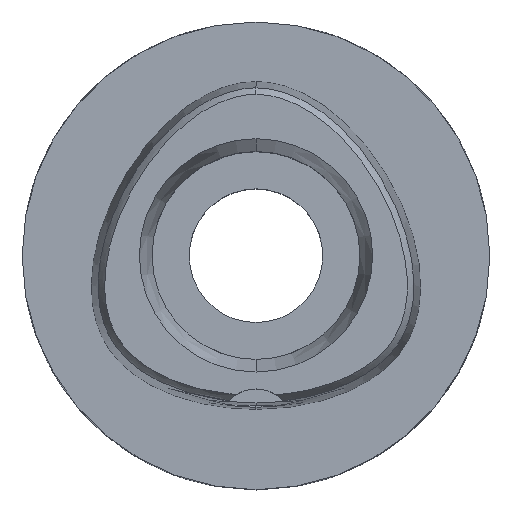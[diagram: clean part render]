
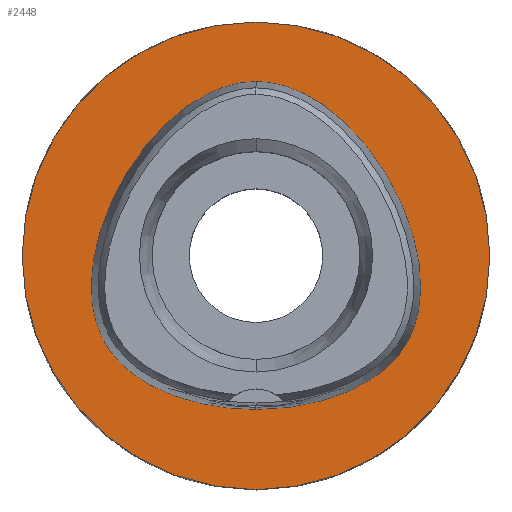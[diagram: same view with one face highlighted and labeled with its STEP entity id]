
A CAD part, top view. The second image highlights one B-rep face of the part: STEP entity #2448.
In plain terms, the highlighted planar face has unit normal (0, 0, 1).
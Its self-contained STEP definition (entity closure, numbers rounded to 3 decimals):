
#292=CARTESIAN_POINT('',(0.,0.,0.));
#293=DIRECTION('',(0.,0.,-1.));
#294=DIRECTION('',(0.,-1.,0.));
#295=AXIS2_PLACEMENT_3D('',#292,#293,#294);
#300=CARTESIAN_POINT('',(0.,0.,0.));
#301=DIRECTION('',(0.,0.,-1.));
#302=DIRECTION('',(0.,1.,0.));
#303=AXIS2_PLACEMENT_3D('',#300,#301,#302);
#308=CARTESIAN_POINT('',(0.,-20.675,0.));
#309=CARTESIAN_POINT('',(0.916,-20.675,0.));
#310=CARTESIAN_POINT('',(2.716,-20.605,
0.));
#311=CARTESIAN_POINT('',(5.361,-20.299,
0.));
#312=CARTESIAN_POINT('',(7.838,-19.813,0.));
#313=CARTESIAN_POINT('',(10.103,-19.178,0.));
#314=CARTESIAN_POINT('',(12.127,-18.428,0.));
#315=CARTESIAN_POINT('',(13.905,-17.593,0.));
#316=CARTESIAN_POINT('',(15.449,-16.697,0.));
#317=CARTESIAN_POINT('',(16.777,-15.759,0.));
#318=CARTESIAN_POINT('',(17.911,-14.791,0.));
#319=CARTESIAN_POINT('',(18.872,-13.798,0.));
#320=CARTESIAN_POINT('',(19.679,-12.784,0.));
#321=CARTESIAN_POINT('',(20.349,-11.745,0.));
#322=CARTESIAN_POINT('',(20.911,-10.647,0.));
#323=CARTESIAN_POINT('',(21.385,-9.444,0.));
#324=CARTESIAN_POINT('',(21.765,-8.114,0.));
#325=CARTESIAN_POINT('',(22.037,-6.648,0.));
#326=CARTESIAN_POINT('',(22.185,-5.029,0.));
#327=CARTESIAN_POINT('',(22.188,-3.243,0.));
#328=CARTESIAN_POINT('',(22.022,-1.284,0.));
#329=CARTESIAN_POINT('',(21.659,0.845,0.));
#330=CARTESIAN_POINT('',(21.076,3.124,0.));
#331=CARTESIAN_POINT('',(20.257,5.515,0.));
#332=CARTESIAN_POINT('',(19.201,7.955,0.));
#333=CARTESIAN_POINT('',(17.93,10.364,0.));
#334=CARTESIAN_POINT('',(16.477,12.669,0.));
#335=CARTESIAN_POINT('',(14.891,14.802,0.));
#336=CARTESIAN_POINT('',(13.23,16.704,0.));
#337=CARTESIAN_POINT('',(11.548,18.346,0.));
#338=CARTESIAN_POINT('',(9.887,19.723,0.));
#339=CARTESIAN_POINT('',(8.274,20.844,0.));
#340=CARTESIAN_POINT('',(6.727,21.732,0.));
#341=CARTESIAN_POINT('',(5.251,22.412,0.));
#342=CARTESIAN_POINT('',(3.846,22.909,0.));
#343=CARTESIAN_POINT('',(2.506,23.244,0.));
#344=CARTESIAN_POINT('',(1.226,23.435,
0.));
#345=CARTESIAN_POINT('',(0.403,23.475,
0.));
#346=CARTESIAN_POINT('',(0.,23.475,
0.));
#351=CARTESIAN_POINT('',(0.,23.475,
0.));
#352=CARTESIAN_POINT('',(-0.403,23.475,
0.));
#353=CARTESIAN_POINT('',(-1.226,23.435,
0.));
#354=CARTESIAN_POINT('',(-2.506,23.244,
0.));
#355=CARTESIAN_POINT('',(-3.846,22.909,0.));
#356=CARTESIAN_POINT('',(-5.251,22.413,0.));
#357=CARTESIAN_POINT('',(-6.727,21.733,0.));
#358=CARTESIAN_POINT('',(-8.274,20.845,0.));
#359=CARTESIAN_POINT('',(-9.886,19.723,0.));
#360=CARTESIAN_POINT('',(-11.548,18.347,0.));
#361=CARTESIAN_POINT('',(-13.23,16.705,0.));
#362=CARTESIAN_POINT('',(-14.89,14.803,0.));
#363=CARTESIAN_POINT('',(-16.476,12.671,0.));
#364=CARTESIAN_POINT('',(-17.928,10.367,0.));
#365=CARTESIAN_POINT('',(-19.199,7.958,0.));
#366=CARTESIAN_POINT('',(-20.255,5.519,0.));
#367=CARTESIAN_POINT('',(-21.074,3.129,0.));
#368=CARTESIAN_POINT('',(-21.658,0.85,0.));
#369=CARTESIAN_POINT('',(-22.021,-1.278,0.));
#370=CARTESIAN_POINT('',(-22.188,-3.237,0.));
#371=CARTESIAN_POINT('',(-22.185,-5.023,0.));
#372=CARTESIAN_POINT('',(-22.037,-6.643,0.));
#373=CARTESIAN_POINT('',(-21.766,-8.109,0.));
#374=CARTESIAN_POINT('',(-21.387,-9.439,0.));
#375=CARTESIAN_POINT('',(-20.914,-10.642,0.));
#376=CARTESIAN_POINT('',(-20.35,-11.744,0.));
#377=CARTESIAN_POINT('',(-19.678,-12.784,0.));
#378=CARTESIAN_POINT('',(-18.872,-13.797,0.));
#379=CARTESIAN_POINT('',(-17.912,-14.79,0.));
#380=CARTESIAN_POINT('',(-16.778,-15.758,0.));
#381=CARTESIAN_POINT('',(-15.451,-16.696,0.));
#382=CARTESIAN_POINT('',(-13.907,-17.592,0.));
#383=CARTESIAN_POINT('',(-12.128,-18.427,0.));
#384=CARTESIAN_POINT('',(-10.104,-19.178,0.));
#385=CARTESIAN_POINT('',(-7.839,-19.813,0.));
#386=CARTESIAN_POINT('',(-5.361,-20.299,
0.));
#387=CARTESIAN_POINT('',(-2.716,-20.605,
0.));
#388=CARTESIAN_POINT('',(-0.916,-20.675,0.));
#389=CARTESIAN_POINT('',(0.,-20.675,0.));
#1596=VERTEX_POINT('',#351);
#1597=VERTEX_POINT('',#389);
#1602=CARTESIAN_POINT('',(0.,-31.5,0.));
#1603=CARTESIAN_POINT('',(0.,31.5,0.));
#1604=VERTEX_POINT('',#1602);
#1605=VERTEX_POINT('',#1603);
#2432=CARTESIAN_POINT('',(0.,0.,0.));
#2433=DIRECTION('',(0.,0.,-1.));
#2434=DIRECTION('',(0.,-1.,0.));
#2435=AXIS2_PLACEMENT_3D('',#2432,#2433,#2434);
#2436=PLANE('',#2435);
#2438=ORIENTED_EDGE('',*,*,#2437,.T.);
#2440=ORIENTED_EDGE('',*,*,#2439,.T.);
#2441=EDGE_LOOP('',(#2438,#2440));
#2442=FACE_OUTER_BOUND('',#2441,.F.);
#2444=ORIENTED_EDGE('',*,*,#2443,.T.);
#2445=ORIENTED_EDGE('',*,*,#2415,.T.);
#2446=EDGE_LOOP('',(#2444,#2445));
#2447=FACE_BOUND('',#2446,.F.);
#296=CIRCLE('',#295,31.5);
#304=CIRCLE('',#303,31.5);
#347=B_SPLINE_CURVE_WITH_KNOTS('',3,(#308,#309,#310,#311,#312,#313,#314,#315,
#316,#317,#318,#319,#320,#321,#322,#323,#324,#325,#326,#327,#328,#329,#330,#331,
#332,#333,#334,#335,#336,#337,#338,#339,#340,#341,#342,#343,#344,#345,#346),
.UNSPECIFIED.,.F.,.F.,(4,1,1,1,1,1,1,1,1,1,1,1,1,1,1,1,1,1,1,1,1,1,1,1,1,1,1,1,
1,1,1,1,1,1,1,1,4),(0.,0.028,0.056,0.083,
0.111,0.139,0.167,0.194,
0.222,0.25,0.278,0.306,0.333,
0.361,0.389,0.417,0.444,
0.472,0.5,0.528,0.556,0.583,
0.611,0.639,0.667,0.694,
0.722,0.75,0.778,0.806,0.833,
0.861,0.889,0.917,0.944,
0.972,1.),.UNSPECIFIED.);
#390=B_SPLINE_CURVE_WITH_KNOTS('',3,(#351,#352,#353,#354,#355,#356,#357,#358,
#359,#360,#361,#362,#363,#364,#365,#366,#367,#368,#369,#370,#371,#372,#373,#374,
#375,#376,#377,#378,#379,#380,#381,#382,#383,#384,#385,#386,#387,#388,#389),
.UNSPECIFIED.,.F.,.F.,(4,1,1,1,1,1,1,1,1,1,1,1,1,1,1,1,1,1,1,1,1,1,1,1,1,1,1,1,
1,1,1,1,1,1,1,1,4),(0.,0.028,0.056,0.083,
0.111,0.139,0.167,0.194,
0.222,0.25,0.278,0.306,0.333,
0.361,0.389,0.417,0.444,
0.472,0.5,0.528,0.556,0.583,
0.611,0.639,0.667,0.694,
0.722,0.75,0.778,0.806,0.833,
0.861,0.889,0.917,0.944,
0.972,1.),.UNSPECIFIED.);
#2415=EDGE_CURVE('',#1596,#1597,#390,.T.);
#2437=EDGE_CURVE('',#1604,#1605,#296,.T.);
#2439=EDGE_CURVE('',#1605,#1604,#304,.T.);
#2443=EDGE_CURVE('',#1597,#1596,#347,.T.);
#2448=ADVANCED_FACE('',(#2442,#2447),#2436,.F.);
